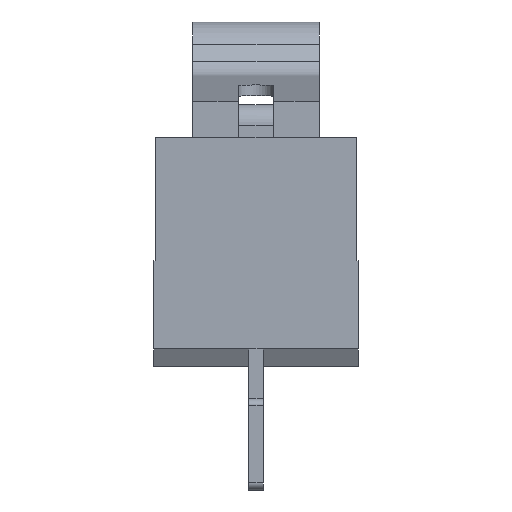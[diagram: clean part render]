
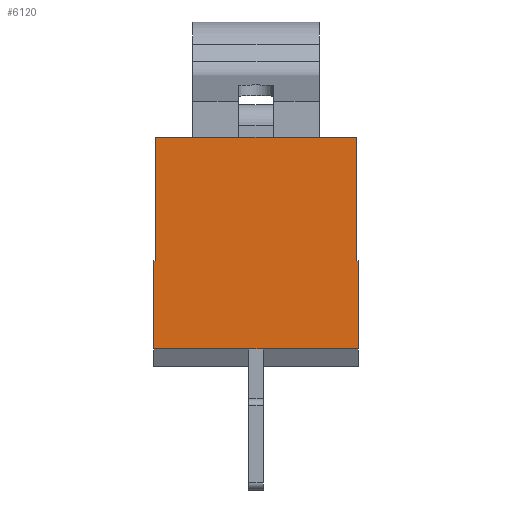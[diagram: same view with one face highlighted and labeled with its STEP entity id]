
A CAD part, left-side view. The second image highlights one B-rep face of the part: STEP entity #6120.
In plain terms, the highlighted planar face has unit normal (-1, 0, 0).
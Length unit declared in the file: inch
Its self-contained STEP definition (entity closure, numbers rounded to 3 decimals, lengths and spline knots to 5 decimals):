
#3480=CARTESIAN_POINT('',(-0.25197,0.1122,0.0));
#3481=VERTEX_POINT('',#3480);
#3496=CARTESIAN_POINT('',(-0.25197,0.11417,0.0));
#3497=VERTEX_POINT('',#3496);
#3504=CARTESIAN_POINT('',(-0.25197,0.1122,0.0));
#3505=DIRECTION('',(0.0,1.0,0.0));
#3506=VECTOR('',#3505,0.00197);
#3507=LINE('',#3504,#3506);
#3508=EDGE_CURVE('',#3481,#3497,#3507,.T.);
#3518=CARTESIAN_POINT('',(-0.25197,-0.1122,0.0));
#3519=VERTEX_POINT('',#3518);
#3526=CARTESIAN_POINT('',(-0.25197,-0.11417,0.0));
#3527=VERTEX_POINT('',#3526);
#3528=CARTESIAN_POINT('',(-0.25197,-0.11417,0.0));
#3529=DIRECTION('',(0.0,1.0,0.0));
#3530=VECTOR('',#3529,0.00197);
#3531=LINE('',#3528,#3530);
#3532=EDGE_CURVE('',#3527,#3519,#3531,.T.);
#4121=CARTESIAN_POINT('',(-0.25197,0.11417,-0.09843));
#4122=VERTEX_POINT('',#4121);
#4129=CARTESIAN_POINT('',(-0.25197,0.11417,0.0));
#4130=DIRECTION('',(0.0,0.0,-1.0));
#4131=VECTOR('',#4130,0.09843);
#4132=LINE('',#4129,#4131);
#4133=EDGE_CURVE('',#3497,#4122,#4132,.T.);
#4195=CARTESIAN_POINT('',(-0.25197,-0.11417,-0.09843));
#4196=VERTEX_POINT('',#4195);
#4197=CARTESIAN_POINT('',(-0.25197,-0.11417,0.0));
#4198=DIRECTION('',(0.0,0.0,-1.0));
#4199=VECTOR('',#4198,0.09843);
#4200=LINE('',#4197,#4199);
#4201=EDGE_CURVE('',#3527,#4196,#4200,.T.);
#4355=CARTESIAN_POINT('',(-0.25197,0.11417,-0.09843));
#4356=DIRECTION('',(0.0,-1.0,0.0));
#4357=VECTOR('',#4356,0.22835);
#4358=LINE('',#4355,#4357);
#4359=EDGE_CURVE('',#4122,#4196,#4358,.T.);
#6086=CARTESIAN_POINT('',(-0.25197,-0.12559,-0.11024));
#6087=DIRECTION('',(-1.0,0.0,0.0));
#6088=DIRECTION('',(0.0,0.0,1.0));
#6089=AXIS2_PLACEMENT_3D('',#6086,#6087,#6088);
#6090=PLANE('',#6089);
#6091=CARTESIAN_POINT('',(-0.25197,-0.1122,0.1378));
#6092=VERTEX_POINT('',#6091);
#6093=CARTESIAN_POINT('',(-0.25197,0.1122,0.1378));
#6094=VERTEX_POINT('',#6093);
#6095=CARTESIAN_POINT('',(-0.25197,-0.1122,0.1378));
#6096=DIRECTION('',(0.0,1.0,0.0));
#6097=VECTOR('',#6096,0.22441);
#6098=LINE('',#6095,#6097);
#6099=EDGE_CURVE('',#6092,#6094,#6098,.T.);
#6100=ORIENTED_EDGE('',*,*,#6099,.T.);
#6101=CARTESIAN_POINT('',(-0.25197,0.1122,0.0));
#6102=DIRECTION('',(0.0,0.0,1.0));
#6103=VECTOR('',#6102,0.1378);
#6104=LINE('',#6101,#6103);
#6105=EDGE_CURVE('',#3481,#6094,#6104,.T.);
#6106=ORIENTED_EDGE('',*,*,#6105,.F.);
#6107=ORIENTED_EDGE('',*,*,#3508,.T.);
#6108=ORIENTED_EDGE('',*,*,#4133,.T.);
#6109=ORIENTED_EDGE('',*,*,#4359,.T.);
#6110=ORIENTED_EDGE('',*,*,#4201,.F.);
#6111=ORIENTED_EDGE('',*,*,#3532,.T.);
#6112=CARTESIAN_POINT('',(-0.25197,-0.1122,0.0));
#6113=DIRECTION('',(0.0,0.0,1.0));
#6114=VECTOR('',#6113,0.1378);
#6115=LINE('',#6112,#6114);
#6116=EDGE_CURVE('',#3519,#6092,#6115,.T.);
#6117=ORIENTED_EDGE('',*,*,#6116,.T.);
#6118=EDGE_LOOP('',(#6100,#6106,#6107,#6108,#6109,#6110,#6111,#6117));
#6119=FACE_OUTER_BOUND('',#6118,.T.);
#6120=ADVANCED_FACE('',(#6119),#6090,.T.);
